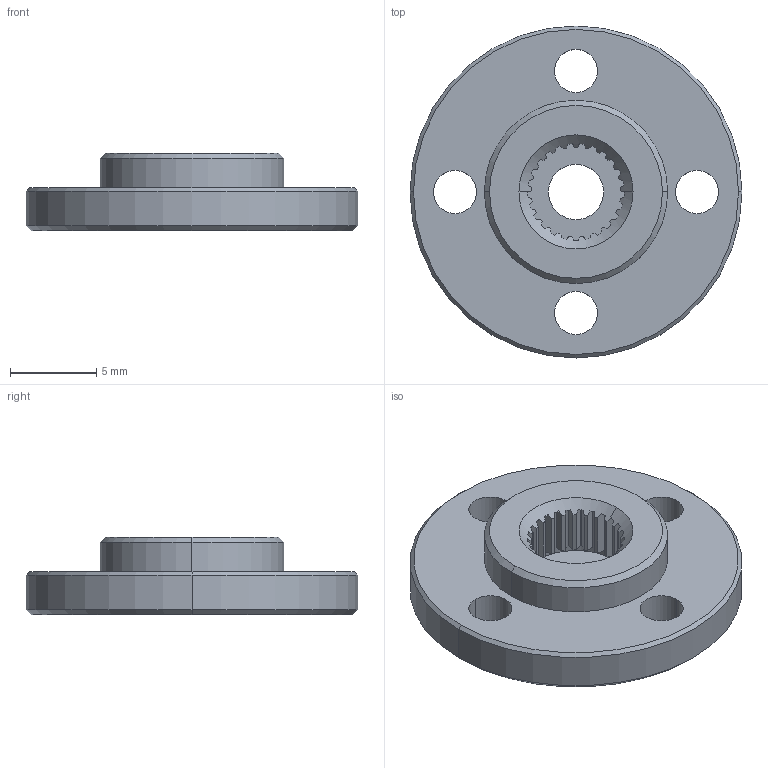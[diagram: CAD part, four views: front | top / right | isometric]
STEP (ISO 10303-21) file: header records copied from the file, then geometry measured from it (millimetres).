
FILE_DESCRIPTION((''),'2;1');
FILE_NAME('FK-AP-019-25T','2019-03-20T',('Administrator'),(''),'PRO/ENGINEER BY PARAMETRIC TECHNOLOGY CORPORATION, 2008380','PRO/ENGINEER BY PARAMETRIC TECHNOLOGY CORPORATION, 2008380','');
FILE_SCHEMA(('AUTOMOTIVE_DESIGN_CC2 { 1 2 10303 214 -1 1 5 2 }'));
Length unit declared in the file: millimetre
Products named in the file (1): FK-AP-019-25T
Bounding box: 19.2 x 19.2 x 4.5 mm (x, y, z)
Volume: 746.3 mm3; surface area: 912.4 mm2
Topology: 1 solids, 1 shells, 154 faces, 445 edges, 296 vertices
Faces by surface type: plane 105, cylinder 41, cone 8
Entity records: 5246 total; most frequent: CARTESIAN_POINT 1117, ORIENTED_EDGE 890, DIRECTION 820, EDGE_CURVE 445, VERTEX_POINT 296, VECTOR 274, LINE 274, AXIS2_PLACEMENT_3D 273
